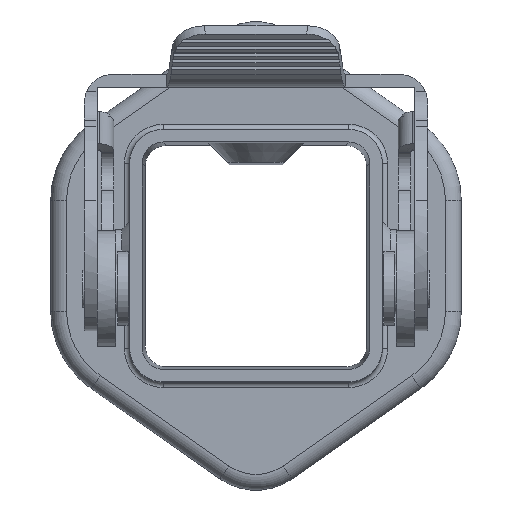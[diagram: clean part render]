
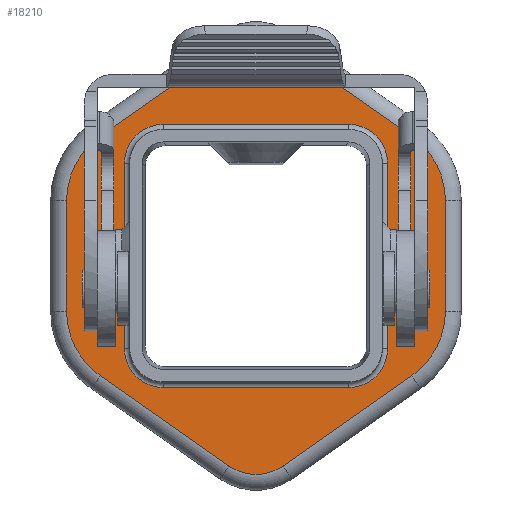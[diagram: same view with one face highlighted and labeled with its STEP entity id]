
A CAD part, top view. The second image highlights one B-rep face of the part: STEP entity #18210.
In plain terms, the highlighted planar face has unit normal (0, 0, 1).
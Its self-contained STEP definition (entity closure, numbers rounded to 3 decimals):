
#10120=CARTESIAN_POINT('',(32.723,36.42,2.5));
#10130=VERTEX_POINT('',#10120);
#10160=CARTESIAN_POINT('',(40.223,36.42,2.5));
#10170=DIRECTION('',(0.,0.,-1.));
#10180=DIRECTION('',(-1.,0.,0.));
#10190=AXIS2_PLACEMENT_3D('',#10160,#10170,#10180);
#10200=CIRCLE('',#10190,7.5);
#10210=CARTESIAN_POINT('',(35.922,30.276,2.5));
#10220=VERTEX_POINT('',#10210);
#10230=EDGE_CURVE('',#10220,#10130,#10200,.T.);
#10530=CARTESIAN_POINT('',(65.525,30.276,2.5));
#10540=VERTEX_POINT('',#10530);
#10570=CARTESIAN_POINT('',(61.223,36.42,2.5));
#10580=DIRECTION('',(0.,0.,-1.));
#10590=DIRECTION('',(-1.,0.,0.));
#10600=AXIS2_PLACEMENT_3D('',#10570,#10580,#10590);
#10610=CIRCLE('',#10600,7.5);
#10620=CARTESIAN_POINT('',(68.723,36.42,2.5));
#10630=VERTEX_POINT('',#10620);
#10640=EDGE_CURVE('',#10630,#10540,#10610,.T.);
#16620=CARTESIAN_POINT('',(0.,0.,2.5));
#16630=DIRECTION('',(0.,0.,1.));
#16640=DIRECTION('',(1.,0.,0.));
#16650=AXIS2_PLACEMENT_3D('',#16620,#16630,#16640);
#16660=PLANE('',#16650);
#16670=CARTESIAN_POINT('',(41.923,32.855,2.5));
#16680=DIRECTION('',(0.,0.,-1.));
#16690=DIRECTION('',(-1.,0.,0.));
#16700=AXIS2_PLACEMENT_3D('',#16670,#16680,#16690);
#16710=CIRCLE('',#16700,3.7);
#16720=CARTESIAN_POINT('',(41.923,29.155,2.5));
#16730=VERTEX_POINT('',#16720);
#16740=CARTESIAN_POINT('',(38.223,32.855,2.5));
#16750=VERTEX_POINT('',#16740);
#16760=EDGE_CURVE('',#16730,#16750,#16710,.T.);
#16770=ORIENTED_EDGE('',*,*,#16760,.T.);
#16780=CARTESIAN_POINT('',(0.,29.155,2.5));
#16790=DIRECTION('',(1.,0.,0.));
#16800=VECTOR('',#16790,1.);
#16810=LINE('',#16780,#16800);
#16820=CARTESIAN_POINT('',(59.523,29.155,2.5));
#16830=VERTEX_POINT('',#16820);
#16840=EDGE_CURVE('',#16730,#16830,#16810,.T.);
#16850=ORIENTED_EDGE('',*,*,#16840,.F.);
#16860=CARTESIAN_POINT('',(59.523,32.855,2.5));
#16870=DIRECTION('',(0.,0.,1.));
#16880=DIRECTION('',(1.,0.,0.));
#16890=AXIS2_PLACEMENT_3D('',#16860,#16870,#16880);
#16900=CIRCLE('',#16890,3.7);
#16910=CARTESIAN_POINT('',(63.223,32.855,2.5));
#16920=VERTEX_POINT('',#16910);
#16930=EDGE_CURVE('',#16830,#16920,#16900,.T.);
#16940=ORIENTED_EDGE('',*,*,#16930,.F.);
#16950=CARTESIAN_POINT('',(63.223,0.,2.5));
#16960=DIRECTION('',(0.,-1.,0.));
#16970=VECTOR('',#16960,1.);
#16980=LINE('',#16950,#16970);
#16990=CARTESIAN_POINT('',(63.223,50.455,2.5));
#17000=VERTEX_POINT('',#16990);
#17010=EDGE_CURVE('',#17000,#16920,#16980,.T.);
#17020=ORIENTED_EDGE('',*,*,#17010,.T.);
#17030=CARTESIAN_POINT('',(59.523,50.455,2.5));
#17040=DIRECTION('',(0.,0.,1.));
#17050=DIRECTION('',(1.,0.,0.));
#17060=AXIS2_PLACEMENT_3D('',#17030,#17040,#17050);
#17070=CIRCLE('',#17060,3.7);
#17080=CARTESIAN_POINT('',(59.523,54.155,2.5));
#17090=VERTEX_POINT('',#17080);
#17100=EDGE_CURVE('',#17000,#17090,#17070,.T.);
#17110=ORIENTED_EDGE('',*,*,#17100,.F.);
#17120=CARTESIAN_POINT('',(0.,54.155,2.5));
#17130=DIRECTION('',(-1.,0.,0.));
#17140=VECTOR('',#17130,1.);
#17150=LINE('',#17120,#17140);
#17160=CARTESIAN_POINT('',(41.923,54.155,2.5));
#17170=VERTEX_POINT('',#17160);
#17180=EDGE_CURVE('',#17090,#17170,#17150,.T.);
#17190=ORIENTED_EDGE('',*,*,#17180,.F.);
#17200=CARTESIAN_POINT('',(41.923,50.455,2.5));
#17210=DIRECTION('',(0.,0.,-1.));
#17220=DIRECTION('',(-1.,0.,0.));
#17230=AXIS2_PLACEMENT_3D('',#17200,#17210,#17220);
#17240=CIRCLE('',#17230,3.7);
#17250=CARTESIAN_POINT('',(38.223,50.455,2.5));
#17260=VERTEX_POINT('',#17250);
#17270=EDGE_CURVE('',#17260,#17170,#17240,.T.);
#17280=ORIENTED_EDGE('',*,*,#17270,.T.);
#17290=CARTESIAN_POINT('',(38.223,0.,2.5));
#17300=DIRECTION('',(0.,-1.,0.));
#17310=VECTOR('',#17300,1.);
#17320=LINE('',#17290,#17310);
#17330=EDGE_CURVE('',#17260,#16750,#17320,.T.);
#17340=ORIENTED_EDGE('',*,*,#17330,.F.);
#17350=EDGE_LOOP('',(#17340,#17280,#17190,#17110,#17020,#16940,#16850,
#16770));
#17360=FACE_BOUND('',#17350,.T.);
#17370=CARTESIAN_POINT('',(0.,55.429,2.5));
#17380=DIRECTION('',(0.819,-0.574,0.));
#17390=VECTOR('',#17380,1.);
#17400=LINE('',#17370,#17390);
#17410=CARTESIAN_POINT('',(48.142,21.719,2.5));
#17420=VERTEX_POINT('',#17410);
#17430=EDGE_CURVE('',#10220,#17420,#17400,.T.);
#17440=ORIENTED_EDGE('',*,*,#17430,.T.);
#17450=ORIENTED_EDGE('',*,*,#10230,.F.);
#17460=CARTESIAN_POINT('',(32.723,0.,2.5));
#17470=DIRECTION('',(0.,-1.,0.));
#17480=VECTOR('',#17470,1.);
#17490=LINE('',#17460,#17480);
#17500=CARTESIAN_POINT('',(32.723,46.891,2.5));
#17510=VERTEX_POINT('',#17500);
#17520=EDGE_CURVE('',#17510,#10130,#17490,.T.);
#17530=ORIENTED_EDGE('',*,*,#17520,.T.);
#17540=CARTESIAN_POINT('',(40.223,46.891,2.5));
#17550=DIRECTION('',(0.,0.,-1.));
#17560=DIRECTION('',(-1.,0.,0.));
#17570=AXIS2_PLACEMENT_3D('',#17540,#17550,#17560);
#17580=CIRCLE('',#17570,7.5);
#17590=CARTESIAN_POINT('',(35.922,53.035,2.5));
#17600=VERTEX_POINT('',#17590);
#17610=EDGE_CURVE('',#17510,#17600,#17580,.T.);
#17620=ORIENTED_EDGE('',*,*,#17610,.F.);
#17630=CARTESIAN_POINT('',(0.,27.882,2.5));
#17640=DIRECTION('',(-0.819,-0.574,0.));
#17650=VECTOR('',#17640,1.);
#17660=LINE('',#17630,#17650);
#17670=CARTESIAN_POINT('',(48.142,61.592,2.5));
#17680=VERTEX_POINT('',#17670);
#17690=EDGE_CURVE('',#17680,#17600,#17660,.T.);
#17700=ORIENTED_EDGE('',*,*,#17690,.T.);
#17710=CARTESIAN_POINT('',(50.723,57.905,2.5));
#17720=DIRECTION('',(0.,0.,1.));
#17730=DIRECTION('',(1.,0.,0.));
#17740=AXIS2_PLACEMENT_3D('',#17710,#17720,#17730);
#17750=CIRCLE('',#17740,4.5);
#17760=CARTESIAN_POINT('',(53.304,61.592,2.5));
#17770=VERTEX_POINT('',#17760);
#17780=EDGE_CURVE('',#17770,#17680,#17750,.T.);
#17790=ORIENTED_EDGE('',*,*,#17780,.T.);
#17800=CARTESIAN_POINT('',(0.,98.916,2.5));
#17810=DIRECTION('',(-0.819,0.574,0.));
#17820=VECTOR('',#17810,1.);
#17830=LINE('',#17800,#17820);
#17840=CARTESIAN_POINT('',(65.525,53.035,2.5));
#17850=VERTEX_POINT('',#17840);
#17860=EDGE_CURVE('',#17850,#17770,#17830,.T.);
#17870=ORIENTED_EDGE('',*,*,#17860,.T.);
#17880=CARTESIAN_POINT('',(61.223,46.891,2.5));
#17890=DIRECTION('',(0.,0.,-1.));
#17900=DIRECTION('',(-1.,0.,0.));
#17910=AXIS2_PLACEMENT_3D('',#17880,#17890,#17900);
#17920=CIRCLE('',#17910,7.5);
#17930=CARTESIAN_POINT('',(68.723,46.891,2.5));
#17940=VERTEX_POINT('',#17930);
#17950=EDGE_CURVE('',#17850,#17940,#17920,.T.);
#17960=ORIENTED_EDGE('',*,*,#17950,.F.);
#17970=CARTESIAN_POINT('',(68.723,0.,2.5));
#17980=DIRECTION('',(0.,1.,0.));
#17990=VECTOR('',#17980,1.);
#18000=LINE('',#17970,#17990);
#18010=EDGE_CURVE('',#10630,#17940,#18000,.T.);
#18020=ORIENTED_EDGE('',*,*,#18010,.T.);
#18030=ORIENTED_EDGE('',*,*,#10640,.F.);
#18040=CARTESIAN_POINT('',(0.,-15.605,2.5));
#18050=DIRECTION('',(0.819,0.574,0.));
#18060=VECTOR('',#18050,1.);
#18070=LINE('',#18040,#18060);
#18080=CARTESIAN_POINT('',(53.304,21.719,2.5));
#18090=VERTEX_POINT('',#18080);
#18100=EDGE_CURVE('',#18090,#10540,#18070,.T.);
#18110=ORIENTED_EDGE('',*,*,#18100,.T.);
#18120=CARTESIAN_POINT('',(50.723,25.405,2.5));
#18130=DIRECTION('',(0.,0.,1.));
#18140=DIRECTION('',(1.,0.,0.));
#18150=AXIS2_PLACEMENT_3D('',#18120,#18130,#18140);
#18160=CIRCLE('',#18150,4.5);
#18170=EDGE_CURVE('',#17420,#18090,#18160,.T.);
#18180=ORIENTED_EDGE('',*,*,#18170,.T.);
#18190=EDGE_LOOP('',(#18180,#18110,#18030,#18020,#17960,#17870,#17790,
#17700,#17620,#17530,#17450,#17440));
#18200=FACE_OUTER_BOUND('',#18190,.T.);
#18210=ADVANCED_FACE('',(#17360,#18200),#16660,.T.);
